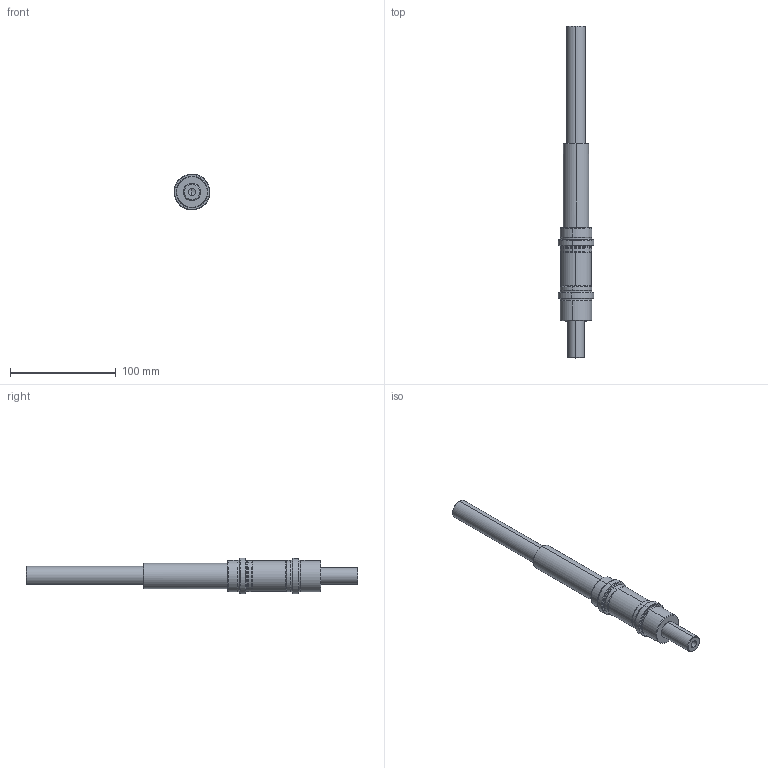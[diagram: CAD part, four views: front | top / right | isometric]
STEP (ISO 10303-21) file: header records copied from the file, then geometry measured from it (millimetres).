
FILE_DESCRIPTION (( 'STEP AP214' ), '1' );
FILE_NAME ('DX163027.STEP', '2017-08-21T12:59:51', ( '' ), ( '' ), 'SwSTEP 2.0', 'SolidWorks 2017', '' );
FILE_SCHEMA (( 'AUTOMOTIVE_DESIGN' ));
Length unit declared in the file: millimetre
Products named in the file (9): 9DX163027-4_comprimida; 9DX163027-2; 9DX163027-S; 9DX163027-6; 9DX163027_Tancada; 9DX163027-3; 9DX163027-5; 9DX163027-1; DX163027
Assembly tree (11 placements, depth 3):
  DX163027
    9DX163027_Tancada
      9DX163027-1
      9DX163027-5
      9DX163027-2
      9DX163027-3
      9DX163027-6
      9DX163027-4_comprimida
    9DX163027-S  x4
Bounding box: 33.98 x 314 x 33.98 mm (x, y, z)
Volume: 126791.8 mm3; surface area: 58224.6 mm2
Topology: 10 solids, 10 shells, 381 faces, 886 edges, 531 vertices
Faces by surface type: cylinder 126, cone 95, torus 64, plane 62, bspline 34
Entity records: 10521 total; most frequent: CARTESIAN_POINT 2780, DIRECTION 1538, ORIENTED_EDGE 1272, AXIS2_PLACEMENT_3D 666, EDGE_CURVE 636, VERTEX_POINT 372, CIRCLE 370, EDGE_LOOP 324
